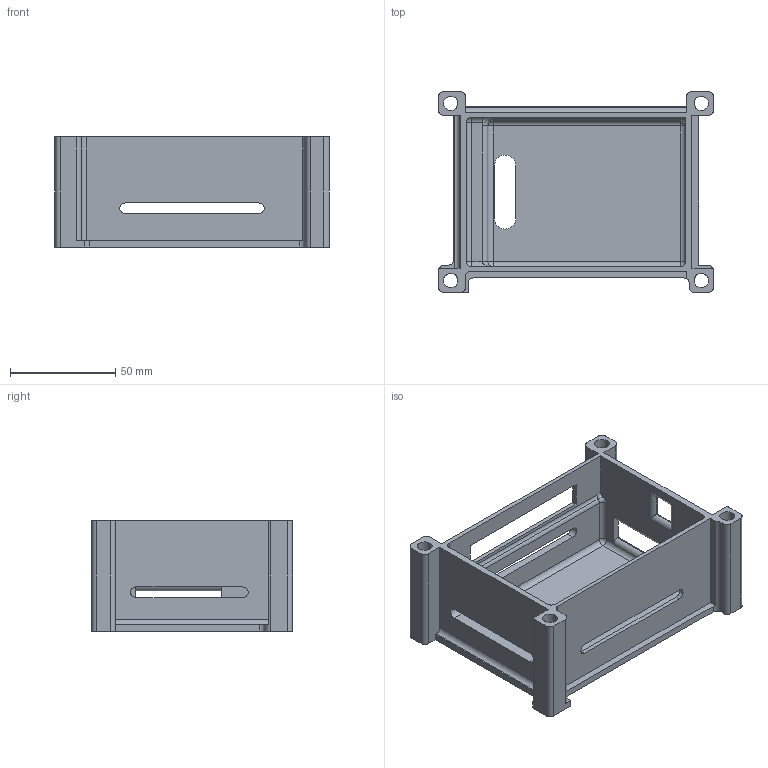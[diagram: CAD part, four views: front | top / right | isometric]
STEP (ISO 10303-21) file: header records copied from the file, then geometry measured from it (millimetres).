
FILE_DESCRIPTION (( 'STEP AP214' ), '1' );
FILE_NAME ('4400-23-P-0605( 1 pieza) .STEP', '2023-03-01T02:01:45', ( '' ), ( '' ), 'SwSTEP 2.0', 'SolidWorks 2022', '' );
FILE_SCHEMA (( 'AUTOMOTIVE_DESIGN' ));
Length unit declared in the file: inch
Products named in the file (1): 4400-23-P-0605( 1 pieza) 
Bounding box: 130.46 x 95.54 x 52.28 mm (x, y, z)
Volume: 107157.9 mm3; surface area: 64585.7 mm2
Topology: 1 solids, 1 shells, 131 faces, 363 edges, 227 vertices
Faces by surface type: plane 62, cylinder 58, sphere 6, bspline 3, torus 2
Entity records: 4353 total; most frequent: CARTESIAN_POINT 912, DIRECTION 714, ORIENTED_EDGE 712, EDGE_CURVE 356, AXIS2_PLACEMENT_3D 241, LINE 232, VECTOR 232, VERTEX_POINT 227
